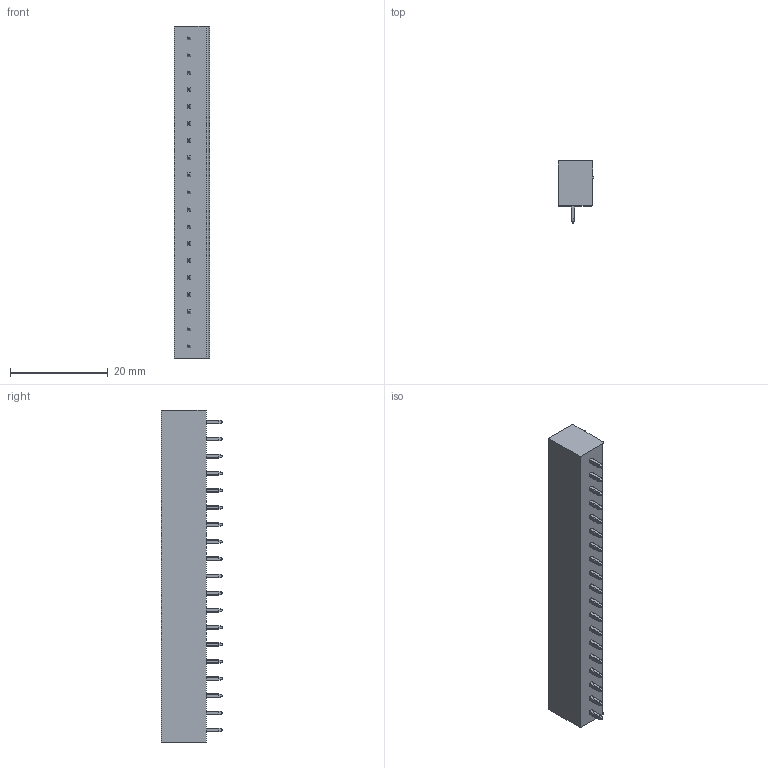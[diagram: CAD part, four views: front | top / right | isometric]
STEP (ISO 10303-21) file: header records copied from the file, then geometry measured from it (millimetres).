
FILE_DESCRIPTION(/* description */ (''),/* implementation_level */ '2;1');
FILE_NAME(/* name */ 'Conta-Clip_STL_1550_19_3_50_V_G.stp',/* time_stamp */ '2023-10-16T08:27:41+02:00',/* author */ ('sgrobe'),/* organization */ (''),/* preprocessor_version */ 'ST-DEVELOPER v18.1',/* originating_system */ 'Autodesk Inventor 2022',/* authorisation */ '');
FILE_SCHEMA (('AUTOMOTIVE_DESIGN { 1 0 10303 214 3 1 1 }'));
Length unit declared in the file: millimetre
Products named in the file (1): STL_1550_19_3_50_V_G
Bounding box: 7.2 x 12.6 x 67.9 mm (x, y, z)
Volume: 2273.1 mm3; surface area: 5996.6 mm2
Topology: 1 solids, 1 shells, 1457 faces, 3757 edges, 2378 vertices
Faces by surface type: plane 924, cylinder 324, bspline 152, cone 38, torus 19
Entity records: 46372 total; most frequent: CARTESIAN_POINT 10899, ORIENTED_EDGE 7514, DIRECTION 7169, EDGE_CURVE 3757, LINE 2653, VECTOR 2653, VERTEX_POINT 2378, AXIS2_PLACEMENT_3D 2258
